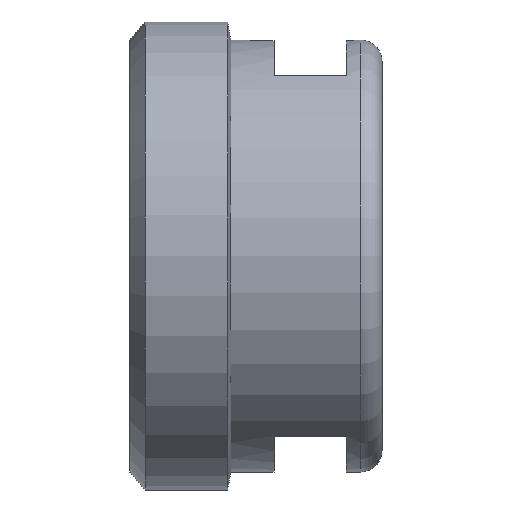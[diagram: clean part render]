
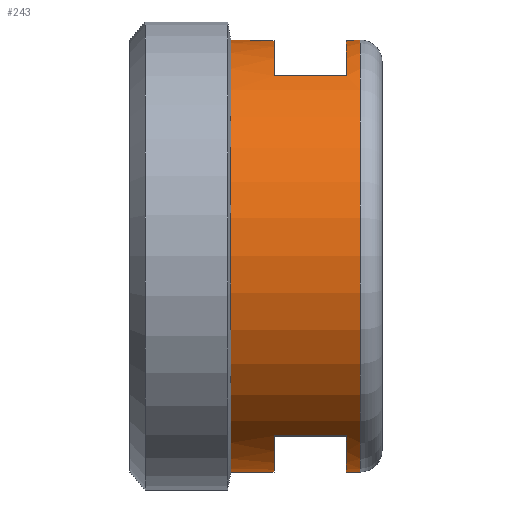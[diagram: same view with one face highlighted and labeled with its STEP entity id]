
A CAD part, top view. The second image highlights one B-rep face of the part: STEP entity #243.
In plain terms, the highlighted cylindrical face has radius 30 mm (diameter 60 mm), a full revolution.
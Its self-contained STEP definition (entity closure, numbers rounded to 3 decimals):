
#140=CARTESIAN_POINT('',(32.0,-30.0,0.));
#141=VERTEX_POINT('',#140);
#142=CARTESIAN_POINT('',(32.0,0.0,0.0));
#143=DIRECTION('',(1.0,0.0,0.0));
#144=DIRECTION('',(0.0,1.0,0.0));
#145=AXIS2_PLACEMENT_3D('',#142,#143,#144);
#146=CIRCLE('',#145,30.0);
#147=EDGE_CURVE('',#141,#141,#146,.T.);
#152=CARTESIAN_POINT('',(24.5,0.0,0.0));
#153=DIRECTION('',(-1.0,0.0,0.0));
#154=DIRECTION('',(0.0,-1.0,0.0));
#155=AXIS2_PLACEMENT_3D('',#152,#153,#154);
#156=CYLINDRICAL_SURFACE('',#155,30.0);
#157=CARTESIAN_POINT('',(14.,-30.0,0.0));
#158=VERTEX_POINT('',#157);
#159=CARTESIAN_POINT('',(14.,0.0,0.0));
#160=DIRECTION('',(-1.0,0.0,0.0));
#161=DIRECTION('',(0.0,-1.0,0.0));
#162=AXIS2_PLACEMENT_3D('',#159,#160,#161);
#163=CIRCLE('',#162,30.0);
#164=EDGE_CURVE('',#158,#158,#163,.T.);
#165=ORIENTED_EDGE('',*,*,#164,.F.);
#166=EDGE_LOOP('',(#165));
#167=FACE_OUTER_BOUND('',#166,.T.);
#168=CARTESIAN_POINT('',(20.,25.,16.583));
#169=VERTEX_POINT('',#168);
#170=CARTESIAN_POINT('',(20.,25.,-16.583));
#171=VERTEX_POINT('',#170);
#172=CARTESIAN_POINT('',(20.,0.0,0.0));
#173=DIRECTION('',(-1.0,0.0,0.0));
#174=DIRECTION('',(0.0,-1.0,0.0));
#175=AXIS2_PLACEMENT_3D('',#172,#173,#174);
#176=CIRCLE('',#175,30.0);
#177=EDGE_CURVE('',#169,#171,#176,.T.);
#178=ORIENTED_EDGE('',*,*,#177,.T.);
#179=CARTESIAN_POINT('',(30.,25.,-16.583));
#180=VERTEX_POINT('',#179);
#181=CARTESIAN_POINT('',(20.,25.,-16.583));
#182=DIRECTION('',(1.0,0.0,0.0));
#183=VECTOR('',#182,10.0);
#184=LINE('',#181,#183);
#185=EDGE_CURVE('',#171,#180,#184,.T.);
#186=ORIENTED_EDGE('',*,*,#185,.T.);
#187=CARTESIAN_POINT('',(30.,25.,16.583));
#188=VERTEX_POINT('',#187);
#189=CARTESIAN_POINT('',(30.,0.0,0.0));
#190=DIRECTION('',(1.0,0.0,0.0));
#191=DIRECTION('',(0.0,-1.0,0.0));
#192=AXIS2_PLACEMENT_3D('',#189,#190,#191);
#193=CIRCLE('',#192,30.0);
#194=EDGE_CURVE('',#180,#188,#193,.T.);
#195=ORIENTED_EDGE('',*,*,#194,.T.);
#196=CARTESIAN_POINT('',(30.,25.,16.583));
#197=DIRECTION('',(-1.0,0.0,0.0));
#198=VECTOR('',#197,10.0);
#199=LINE('',#196,#198);
#200=EDGE_CURVE('',#188,#169,#199,.T.);
#201=ORIENTED_EDGE('',*,*,#200,.T.);
#202=EDGE_LOOP('',(#178,#186,#195,#201));
#203=FACE_BOUND('',#202,.T.);
#204=CARTESIAN_POINT('',(30.,-25.,-16.583));
#205=VERTEX_POINT('',#204);
#206=CARTESIAN_POINT('',(20.,-25.,-16.583));
#207=VERTEX_POINT('',#206);
#208=CARTESIAN_POINT('',(30.,-25.,-16.583));
#209=DIRECTION('',(-1.0,0.0,0.0));
#210=VECTOR('',#209,10.0);
#211=LINE('',#208,#210);
#212=EDGE_CURVE('',#205,#207,#211,.T.);
#213=ORIENTED_EDGE('',*,*,#212,.T.);
#214=CARTESIAN_POINT('',(20.,-25.,16.583));
#215=VERTEX_POINT('',#214);
#216=CARTESIAN_POINT('',(20.,0.0,0.0));
#217=DIRECTION('',(-1.0,0.0,0.0));
#218=DIRECTION('',(0.0,-1.0,0.0));
#219=AXIS2_PLACEMENT_3D('',#216,#217,#218);
#220=CIRCLE('',#219,30.0);
#221=EDGE_CURVE('',#207,#215,#220,.T.);
#222=ORIENTED_EDGE('',*,*,#221,.T.);
#223=CARTESIAN_POINT('',(30.,-25.,16.583));
#224=VERTEX_POINT('',#223);
#225=CARTESIAN_POINT('',(20.,-25.,16.583));
#226=DIRECTION('',(1.0,0.0,0.0));
#227=VECTOR('',#226,10.0);
#228=LINE('',#225,#227);
#229=EDGE_CURVE('',#215,#224,#228,.T.);
#230=ORIENTED_EDGE('',*,*,#229,.T.);
#231=CARTESIAN_POINT('',(30.,0.0,0.0));
#232=DIRECTION('',(1.0,0.0,0.0));
#233=DIRECTION('',(0.0,-1.0,0.0));
#234=AXIS2_PLACEMENT_3D('',#231,#232,#233);
#235=CIRCLE('',#234,30.0);
#236=EDGE_CURVE('',#224,#205,#235,.T.);
#237=ORIENTED_EDGE('',*,*,#236,.T.);
#238=EDGE_LOOP('',(#213,#222,#230,#237));
#239=FACE_BOUND('',#238,.T.);
#240=ORIENTED_EDGE('',*,*,#147,.F.);
#241=EDGE_LOOP('',(#240));
#242=FACE_BOUND('',#241,.T.);
#243=ADVANCED_FACE('',(#167,#203,#239,#242),#156,.T.);
